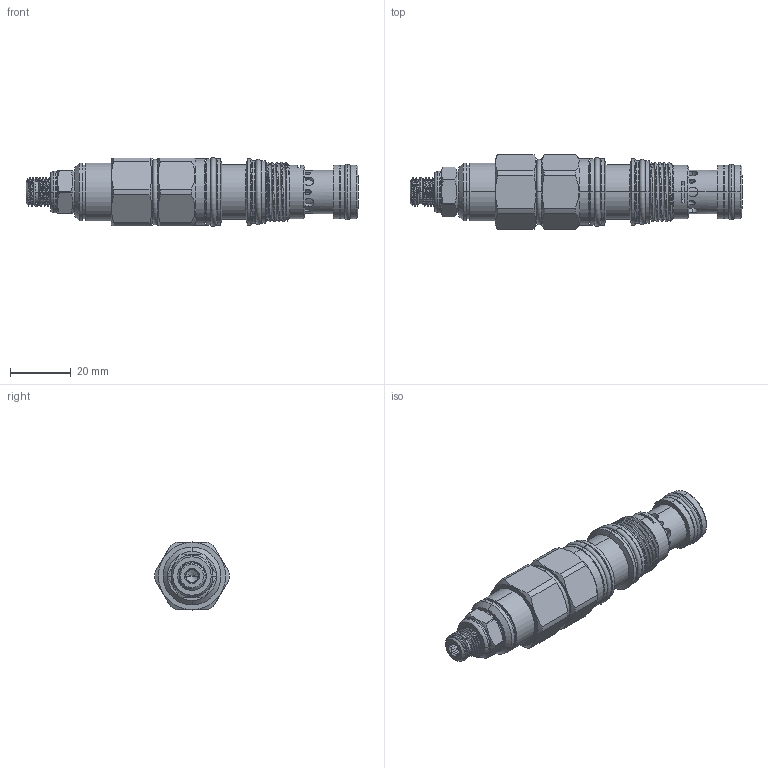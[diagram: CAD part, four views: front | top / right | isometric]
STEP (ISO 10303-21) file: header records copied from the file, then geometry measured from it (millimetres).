
FILE_DESCRIPTION (( 'STEP AP203' ), '1' );
FILE_NAME ('CA11A3C-LS.STEP', '2020-03-27T03:43:04', ( '' ), ( '' ), 'SwSTEP 2.0', 'SolidWorks 2018', '' );
FILE_SCHEMA (( 'CONFIG_CONTROL_DESIGN' ));
Length unit declared in the file: millimetre
Products named in the file (1): CA11A3C-LS
Bounding box: 108.92 x 24.59 x 22.55 mm (x, y, z)
Volume: 30272.4 mm3; surface area: 10543.2 mm2
Topology: 3 solids, 5 shells, 352 faces, 824 edges, 513 vertices
Faces by surface type: cylinder 164, plane 73, cone 54, torus 53, bspline 7, sphere 1
Entity records: 15842 total; most frequent: CARTESIAN_POINT 7943, DIRECTION 1648, ORIENTED_EDGE 1636, EDGE_CURVE 818, AXIS2_PLACEMENT_3D 700, VERTEX_POINT 512, EDGE_LOOP 392, CIRCLE 354
